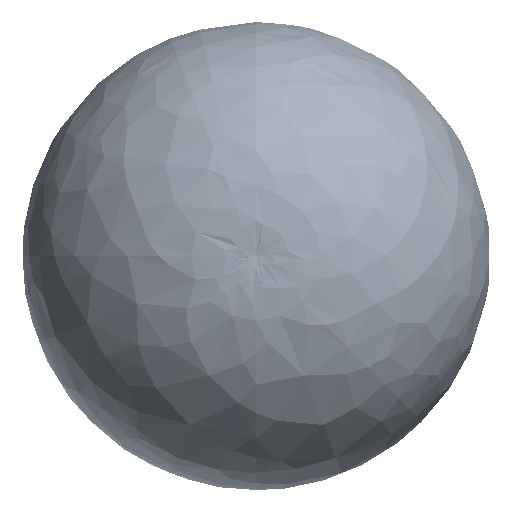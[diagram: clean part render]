
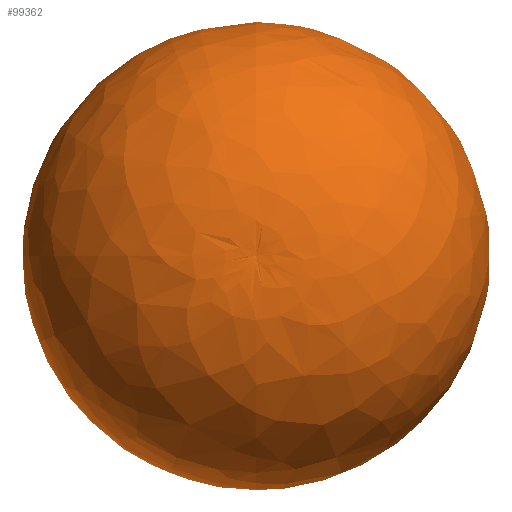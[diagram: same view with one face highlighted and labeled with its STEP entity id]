
A CAD part, top view. The second image highlights one B-rep face of the part: STEP entity #99362.
In plain terms, the highlighted free-form (B-spline) face has degree [2, 2] with [5, 9] control points.
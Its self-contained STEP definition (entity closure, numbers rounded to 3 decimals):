
#1679=(
BOUNDED_SURFACE()
B_SPLINE_SURFACE(2,2,((#249600,#249601,#249602,#249603,#249604,#249605,
#249606,#249607,#249608),(#249609,#249610,#249611,#249612,#249613,#249614,
#249615,#249616,#249617),(#249618,#249619,#249620,#249621,#249622,#249623,
#249624,#249625,#249626),(#249627,#249628,#249629,#249630,#249631,#249632,
#249633,#249634,#249635),(#249636,#249637,#249638,#249639,#249640,#249641,
#249642,#249643,#249644)),.UNSPECIFIED.,.F.,.T.,.F.)
B_SPLINE_SURFACE_WITH_KNOTS((3,2,3),(3,2,2,2,3),(-1.699,-0.413,
0.873),(-3.142,-1.571,0.,1.571,
3.142),.UNSPECIFIED.)
GEOMETRIC_REPRESENTATION_ITEM()
RATIONAL_B_SPLINE_SURFACE(((1.,0.707,1.,0.707,1.,
0.707,1.,0.707,1.),(0.8,0.566,
0.8,0.566,0.8,0.566,
0.8,0.566,0.8),(1.,0.707,
1.,0.707,1.,0.707,1.,0.707,1.),(0.8,
0.566,0.8,0.566,0.8,
0.566,0.8,0.566,0.8),
(1.,0.707,1.,0.707,1.,0.707,1.,0.707,
1.)))
REPRESENTATION_ITEM('')
SURFACE()
);
#15936=FACE_OUTER_BOUND('',#22645,.T.);
#22645=EDGE_LOOP('',(#87315,#87316,#87317));
#36664=CIRCLE('',#111067,1507.154);
#36665=CIRCLE('',#111068,1955.785);
#45433=VERTEX_POINT('',#249597);
#45434=VERTEX_POINT('',#249645);
#59395=EDGE_CURVE('',#45433,#45433,#36664,.T.);
#59396=EDGE_CURVE('',#45433,#45434,#36665,.T.);
#87315=ORIENTED_EDGE('',*,*,#59395,.F.);
#87316=ORIENTED_EDGE('',*,*,#59396,.T.);
#87317=ORIENTED_EDGE('',*,*,#59396,.F.);
#99362=ADVANCED_FACE('',(#15936),#1679,.F.);
#111067=AXIS2_PLACEMENT_3D('',#249599,#137176,#137177);
#111068=AXIS2_PLACEMENT_3D('',#249646,#137178,#137179);
#137176=DIRECTION('center_axis',(-1.,0.,0.));
#137177=DIRECTION('ref_axis',(0.,0.,1.));
#137178=DIRECTION('center_axis',(0.,-1.,0.));
#137179=DIRECTION('ref_axis',(0.,0.,
-1.));
#249597=CARTESIAN_POINT('',(-1498.218,250.,-1507.154));
#249599=CARTESIAN_POINT('Origin',(-1498.218,250.,0.));
#249600=CARTESIAN_POINT('Ctrl Pts',(1939.741,250.,0.));
#249601=CARTESIAN_POINT('Ctrl Pts',(1939.741,250.,0.));
#249602=CARTESIAN_POINT('Ctrl Pts',(1939.741,250.,0.));
#249603=CARTESIAN_POINT('Ctrl Pts',(1939.741,250.,0.));
#249604=CARTESIAN_POINT('Ctrl Pts',(1939.741,250.,0.));
#249605=CARTESIAN_POINT('Ctrl Pts',(1939.741,250.,0.));
#249606=CARTESIAN_POINT('Ctrl Pts',(1939.741,250.,0.));
#249607=CARTESIAN_POINT('Ctrl Pts',(1939.741,250.,0.));
#249608=CARTESIAN_POINT('Ctrl Pts',(1939.741,250.,0.));
#249609=CARTESIAN_POINT('Ctrl Pts',(2127.01,250.,-1453.013));
#249610=CARTESIAN_POINT('Ctrl Pts',(2127.01,-1203.013,
-1453.013));
#249611=CARTESIAN_POINT('Ctrl Pts',(2127.01,-1203.013,
0.));
#249612=CARTESIAN_POINT('Ctrl Pts',(2127.01,-1203.013,
1453.013));
#249613=CARTESIAN_POINT('Ctrl Pts',(2127.01,250.,1453.013));
#249614=CARTESIAN_POINT('Ctrl Pts',(2127.01,1703.013,1453.013));
#249615=CARTESIAN_POINT('Ctrl Pts',(2127.01,1703.013,0.));
#249616=CARTESIAN_POINT('Ctrl Pts',(2127.01,1703.013,-1453.013));
#249617=CARTESIAN_POINT('Ctrl Pts',(2127.01,250.,-1453.013));
#249618=CARTESIAN_POINT('Ctrl Pts',(785.248,250.,-2041.223));
#249619=CARTESIAN_POINT('Ctrl Pts',(785.248,-1791.223,
-2041.223));
#249620=CARTESIAN_POINT('Ctrl Pts',(785.248,-1791.223,
0.));
#249621=CARTESIAN_POINT('Ctrl Pts',(785.248,-1791.223,
2041.223));
#249622=CARTESIAN_POINT('Ctrl Pts',(785.248,250.,2041.223));
#249623=CARTESIAN_POINT('Ctrl Pts',(785.248,2291.223,2041.223));
#249624=CARTESIAN_POINT('Ctrl Pts',(785.248,2291.223,0.));
#249625=CARTESIAN_POINT('Ctrl Pts',(785.248,2291.223,-2041.223));
#249626=CARTESIAN_POINT('Ctrl Pts',(785.248,250.,-2041.223));
#249627=CARTESIAN_POINT('Ctrl Pts',(-556.514,250.,-2629.433));
#249628=CARTESIAN_POINT('Ctrl Pts',(-556.514,-2379.433,
-2629.433));
#249629=CARTESIAN_POINT('Ctrl Pts',(-556.514,-2379.433,
0.));
#249630=CARTESIAN_POINT('Ctrl Pts',(-556.514,-2379.433,
2629.433));
#249631=CARTESIAN_POINT('Ctrl Pts',(-556.514,250.,2629.433));
#249632=CARTESIAN_POINT('Ctrl Pts',(-556.514,2879.433,
2629.433));
#249633=CARTESIAN_POINT('Ctrl Pts',(-556.514,2879.433,
0.));
#249634=CARTESIAN_POINT('Ctrl Pts',(-556.514,2879.433,
-2629.433));
#249635=CARTESIAN_POINT('Ctrl Pts',(-556.514,250.,-2629.433));
#249636=CARTESIAN_POINT('Ctrl Pts',(-1498.218,250.,-1507.154));
#249637=CARTESIAN_POINT('Ctrl Pts',(-1498.218,-1257.154,
-1507.154));
#249638=CARTESIAN_POINT('Ctrl Pts',(-1498.218,-1257.154,
0.));
#249639=CARTESIAN_POINT('Ctrl Pts',(-1498.218,-1257.154,
1507.154));
#249640=CARTESIAN_POINT('Ctrl Pts',(-1498.218,250.,1507.154));
#249641=CARTESIAN_POINT('Ctrl Pts',(-1498.218,1757.154,
1507.154));
#249642=CARTESIAN_POINT('Ctrl Pts',(-1498.218,1757.154,
0.));
#249643=CARTESIAN_POINT('Ctrl Pts',(-1498.218,1757.154,
-1507.154));
#249644=CARTESIAN_POINT('Ctrl Pts',(-1498.218,250.,-1507.154));
#249645=CARTESIAN_POINT('',(1939.741,250.,0.));
#249646=CARTESIAN_POINT('Origin',(0.,250.,-250.));
